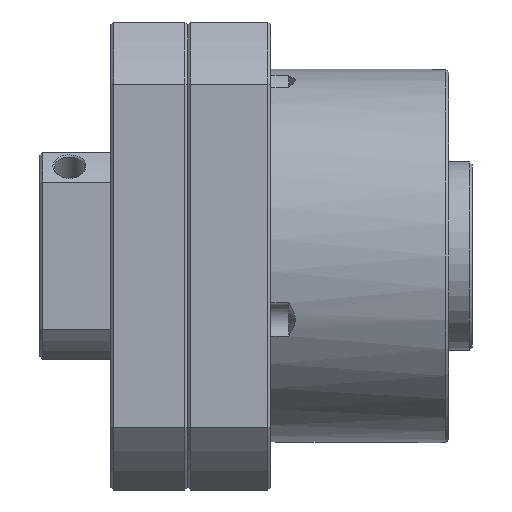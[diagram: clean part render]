
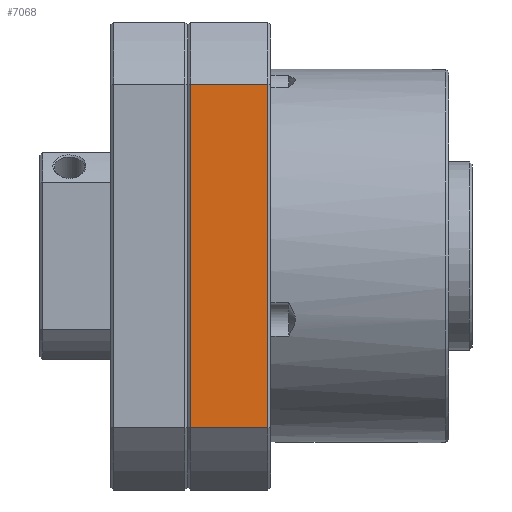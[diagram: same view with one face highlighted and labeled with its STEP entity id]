
A CAD part, front view. The second image highlights one B-rep face of the part: STEP entity #7068.
In plain terms, the highlighted planar face has unit normal (0, -1, 0).
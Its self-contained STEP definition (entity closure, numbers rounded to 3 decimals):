
#890 = ORIENTED_EDGE ( 'NONE', *, *, #7009, .T. ) ;
#891 = ORIENTED_EDGE ( 'NONE', *, *, #6970, .T. ) ;
#892 = ORIENTED_EDGE ( 'NONE', *, *, #7022, .T. ) ;
#893 = ORIENTED_EDGE ( 'NONE', *, *, #7021, .F. ) ;
#3983 = CARTESIAN_POINT ( 'NONE',  ( 0.5, -39.5, 28.996 ) ) ;
#4013 = EDGE_LOOP ( 'NONE', ( #890, #891, #892, #893 ) ) ;
#4317 = VECTOR ( 'NONE', #4916, 1000. ) ;
#4320 = LINE ( 'NONE', #4908, #4317 ) ;
#4357 = VECTOR ( 'NONE', #5075, 1000. ) ;
#4368 = LINE ( 'NONE', #5068, #4357 ) ;
#4378 = LINE ( 'NONE', #5102, #4389 ) ;
#4389 = VECTOR ( 'NONE', #5103, 1000. ) ;
#4390 = LINE ( 'NONE', #5104, #4391 ) ;
#4391 = VECTOR ( 'NONE', #5105, 1000. ) ;
#4486 = FACE_OUTER_BOUND ( 'NONE', #4013, .T. ) ;
#4643 = CARTESIAN_POINT ( 'NONE',  ( 13.5, -39.5, 28.996 ) ) ;
#4657 = CARTESIAN_POINT ( 'NONE',  ( 0.5, -39.5, -28.996 ) ) ;
#4666 = CARTESIAN_POINT ( 'NONE',  ( 13.5, -39.5, -28.996 ) ) ;
#4908 = CARTESIAN_POINT ( 'NONE',  ( 13.5, -39.5, -39.5 ) ) ;
#4916 = DIRECTION ( 'NONE',  ( 0., 0., 1. ) ) ;
#5068 = CARTESIAN_POINT ( 'NONE',  ( 44., -39.5, -28.996 ) ) ;
#5075 = DIRECTION ( 'NONE',  ( 1., 0., 0. ) ) ;
#5102 = CARTESIAN_POINT ( 'NONE',  ( 0.5, -39.5, 0. ) ) ;
#5103 = DIRECTION ( 'NONE',  ( 0., 0., 1. ) ) ;
#5104 = CARTESIAN_POINT ( 'NONE',  ( 44., -39.5, 28.996 ) ) ;
#5105 = DIRECTION ( 'NONE',  ( -1., 0., 0. ) ) ;
#5355 = CARTESIAN_POINT ( 'NONE',  ( 44., -39.5, -39.5 ) ) ;
#5356 = PLANE ( 'NONE',  #6067 ) ;
#5358 = DIRECTION ( 'NONE',  ( 0., -1., 0. ) ) ;
#5359 = DIRECTION ( 'NONE',  ( 0., 0., -1. ) ) ;
#6067 = AXIS2_PLACEMENT_3D ( 'NONE', #5355, #5358, #5359 ) ;
#6435 = VERTEX_POINT ( 'NONE', #3983 ) ;
#6495 = VERTEX_POINT ( 'NONE', #4643 ) ;
#6509 = VERTEX_POINT ( 'NONE', #4657 ) ;
#6518 = VERTEX_POINT ( 'NONE', #4666 ) ;
#6970 = EDGE_CURVE ( 'NONE', #6518, #6495, #4320, .T. ) ;
#7009 = EDGE_CURVE ( 'NONE', #6509, #6518, #4368, .T. ) ;
#7021 = EDGE_CURVE ( 'NONE', #6509, #6435, #4378, .T. ) ;
#7022 = EDGE_CURVE ( 'NONE', #6495, #6435, #4390, .T. ) ;
#7068 = ADVANCED_FACE ( 'NONE', ( #4486 ), #5356, .T. ) ;
